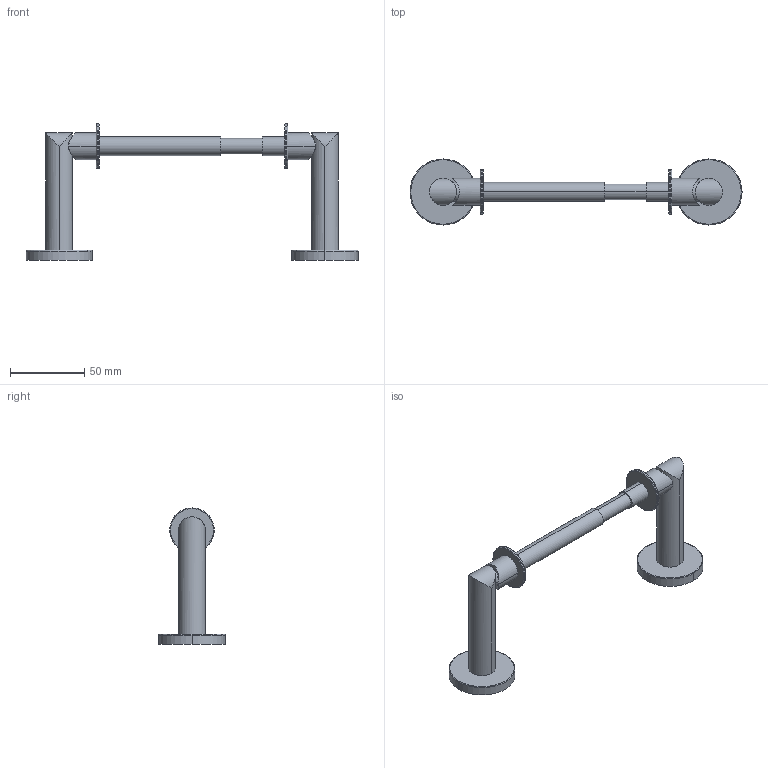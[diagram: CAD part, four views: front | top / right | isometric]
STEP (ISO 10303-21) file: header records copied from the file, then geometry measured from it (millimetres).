
FILE_DESCRIPTION((''),'2;1');
FILE_NAME('0208','2022-01-25T11:43:19',('jinson.thomas'),(''),'CREO PARAMETRIC BY PTC INC, 2018400','CREO PARAMETRIC BY PTC INC, 2018400','');
FILE_SCHEMA(('CONFIG_CONTROL_DESIGN'));
Length unit declared in the file: inch
Products named in the file (1): 0208
Bounding box: 223.27 x 44.45 x 91.59 mm (x, y, z)
Volume: 85662 mm3; surface area: 26488.3 mm2
Topology: 1 solids, 1 shells, 58 faces, 118 edges, 76 vertices
Faces by surface type: cylinder 34, plane 12, torus 12
Entity records: 2114 total; most frequent: CARTESIAN_POINT 820, DIRECTION 282, ORIENTED_EDGE 236, AXIS2_PLACEMENT_3D 126, EDGE_CURVE 118, VERTEX_POINT 76, EDGE_LOOP 72, CIRCLE 68
